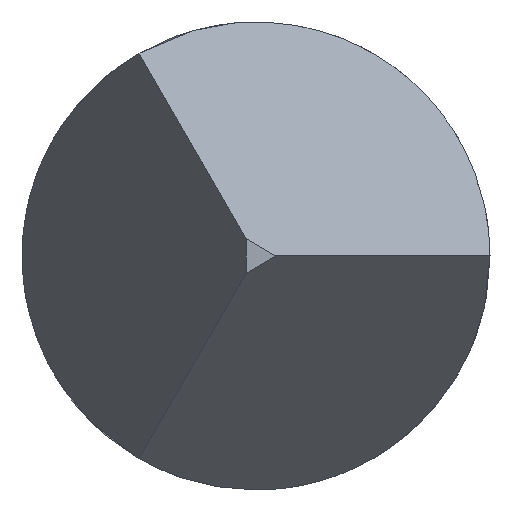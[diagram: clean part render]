
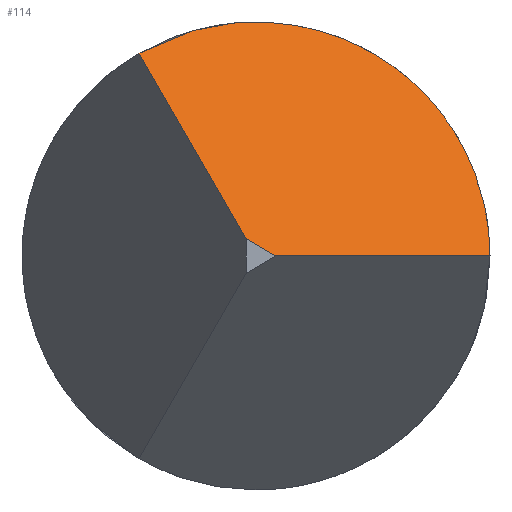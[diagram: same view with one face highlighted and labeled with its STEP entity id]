
A CAD part, left-side view. The second image highlights one B-rep face of the part: STEP entity #114.
In plain terms, the highlighted planar face has unit normal (-0.5, -0.433, 0.75).
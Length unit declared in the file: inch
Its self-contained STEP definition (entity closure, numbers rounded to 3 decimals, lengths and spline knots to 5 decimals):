
#1 = FACE_OUTER_BOUND ( 'NONE', #466, .T. ) ;
#10 = CARTESIAN_POINT ( 'NONE',  ( -0.28138, 0.01175, 0.02035 ) ) ;
#15 = CARTESIAN_POINT ( 'NONE',  ( -0.25085, -0.0235, 0.02035 ) ) ;
#23 = ORIENTED_EDGE ( 'NONE', *, *, #407, .F. ) ;
#47 = CARTESIAN_POINT ( 'NONE',  ( -0.3, 0.001, 0.00173 ) ) ;
#88 =( BOUNDED_CURVE ( )  B_SPLINE_CURVE ( 3, ( #10, #288, #15, #557 ),
 .UNSPECIFIED., .F., .T. ) 
 B_SPLINE_CURVE_WITH_KNOTS ( ( 4, 4 ),
 ( 5.23599, 7.33038 ),
 .UNSPECIFIED. ) 
 CURVE ( )  GEOMETRIC_REPRESENTATION_ITEM ( )  RATIONAL_B_SPLINE_CURVE ( ( 1., 0.667, 0.667, 1. ) ) 
 REPRESENTATION_ITEM ( '' )  );
#97 = CARTESIAN_POINT ( 'NONE',  ( -0.3, -0.002, 0. ) ) ;
#114 = ADVANCED_FACE ( 'NONE', ( #1 ), #667, .T. ) ;
#181 = EDGE_CURVE ( 'NONE', #669, #322, #337, .T. ) ;
#191 = VERTEX_POINT ( 'NONE', #561 ) ;
#212 = EDGE_CURVE ( 'NONE', #270, #669, #423, .T. ) ;
#221 = VECTOR ( 'NONE', #629, 39.37008 ) ;
#224 = AXIS2_PLACEMENT_3D ( 'NONE', #506, #674, #465 ) ;
#235 = LINE ( 'NONE', #631, #221 ) ;
#261 = EDGE_CURVE ( 'NONE', #322, #191, #88, .T. ) ;
#264 = VECTOR ( 'NONE', #468, 39.37008 ) ;
#270 = VERTEX_POINT ( 'NONE', #97 ) ;
#288 = CARTESIAN_POINT ( 'NONE',  ( -0.25085, -0.00587, 0.03053 ) ) ;
#304 = VECTOR ( 'NONE', #448, 39.37008 ) ;
#307 = ORIENTED_EDGE ( 'NONE', *, *, #261, .F. ) ;
#322 = VERTEX_POINT ( 'NONE', #469 ) ;
#337 = LINE ( 'NONE', #622, #264 ) ;
#392 = ORIENTED_EDGE ( 'NONE', *, *, #212, .F. ) ;
#407 = EDGE_CURVE ( 'NONE', #191, #270, #235, .T. ) ;
#423 = LINE ( 'NONE', #548, #304 ) ;
#448 = DIRECTION ( 'NONE',  ( 0., 0.866, 0.5 ) ) ;
#465 = DIRECTION ( 'NONE',  ( 0.832, 0., 0.555 ) ) ;
#466 = EDGE_LOOP ( 'NONE', ( #642, #392, #23, #307 ) ) ;
#468 = DIRECTION ( 'NONE',  ( 0.655, 0.378, 0.655 ) ) ;
#469 = CARTESIAN_POINT ( 'NONE',  ( -0.28138, 0.01175, 0.02035 ) ) ;
#506 = CARTESIAN_POINT ( 'NONE',  ( -0.3, -0.62564, -0.36006 ) ) ;
#548 = CARTESIAN_POINT ( 'NONE',  ( -0.3, -0.62564, -0.36006 ) ) ;
#557 = CARTESIAN_POINT ( 'NONE',  ( -0.28138, -0.0235, 0. ) ) ;
#561 = CARTESIAN_POINT ( 'NONE',  ( -0.28138, -0.0235, 0. ) ) ;
#622 = CARTESIAN_POINT ( 'NONE',  ( 0.00416, 0.17661, 0.30589 ) ) ;
#629 = DIRECTION ( 'NONE',  ( -0.655, 0.756, 0. ) ) ;
#631 = CARTESIAN_POINT ( 'NONE',  ( -0.61011, 0.35608, 0. ) ) ;
#642 = ORIENTED_EDGE ( 'NONE', *, *, #181, .F. ) ;
#667 = PLANE ( 'NONE',  #224 ) ;
#669 = VERTEX_POINT ( 'NONE', #47 ) ;
#674 = DIRECTION ( 'NONE',  ( -0.5, -0.433, 0.75 ) ) ;
